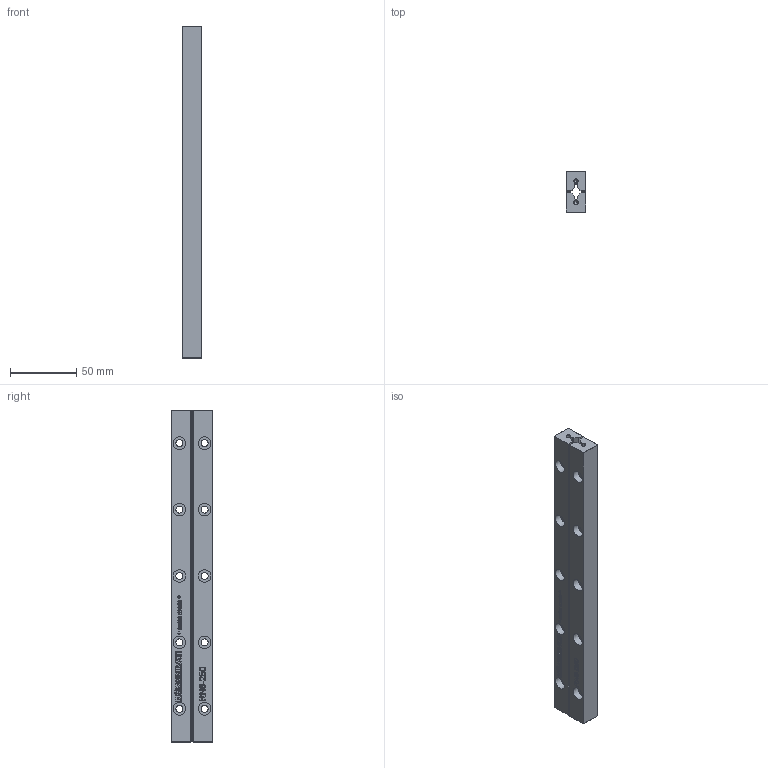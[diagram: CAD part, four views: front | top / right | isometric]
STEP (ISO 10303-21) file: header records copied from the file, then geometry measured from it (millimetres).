
FILE_DESCRIPTION(('FreeCAD Model'),'2;1');
FILE_NAME('RN6-250.step', '2020-08-07T17:56:41',('Author'),(''), 'Open CASCADE STEP processor 6.8','FreeCAD','Unknown');
FILE_SCHEMA(('AUTOMOTIVE_DESIGN_CC2 { 1 2 10303 214 -1 1 5 4 }'));
Length unit declared in the file: millimetre
Products named in the file (2): ASSEMBLY; Schienenpaar
Assembly tree (1 placements, depth 2):
  ASSEMBLY
    Schienenpaar
Bounding box: 15 x 31 x 250 mm (x, y, z)
Volume: 95580.3 mm3; surface area: 36590.6 mm2
Topology: 2 solids, 2 shells, 701 faces, 1882 edges, 1234 vertices
Faces by surface type: extrusion 427, plane 230, cylinder 26, cone 18
Full cylindrical faces by diameter (mm): 3 x4, 5.2 x10, 9.5 x10
Entity records: 46583 total; most frequent: CARTESIAN_POINT 11758, DIRECTION 4929, VECTOR 4207, LINE 3780, ORIENTED_EDGE 3756, PCURVE 3756, DEFINITIONAL_REPRESENTATION 3756, B_SPLINE_CURVE_WITH_KNOTS 2167
